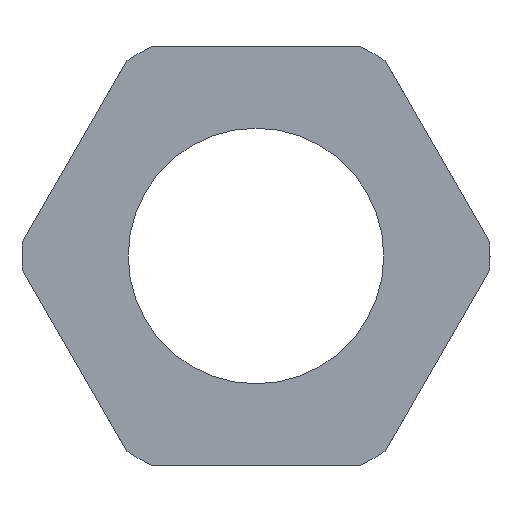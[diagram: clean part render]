
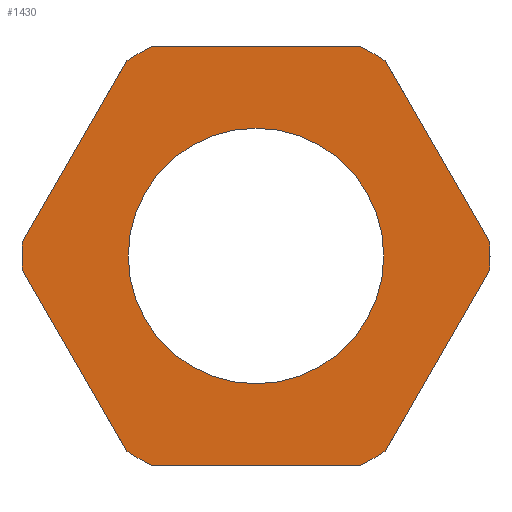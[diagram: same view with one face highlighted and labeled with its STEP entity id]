
A CAD part, front view. The second image highlights one B-rep face of the part: STEP entity #1430.
In plain terms, the highlighted face is planar.
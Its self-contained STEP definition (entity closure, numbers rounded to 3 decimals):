
#120=CARTESIAN_POINT('',(-2.5,-9.483,0.576));
#130=VERTEX_POINT('',#120);
#330=CARTESIAN_POINT('',(-2.5,-9.483,-0.576));
#340=VERTEX_POINT('',#330);
#370=CARTESIAN_POINT('',(-2.5,0.,0.));
#380=DIRECTION('',(-1.,0.,0.));
#390=DIRECTION('',(0.,1.,0.));
#400=AXIS2_PLACEMENT_3D('',#370,#380,#390);
#410=CIRCLE('',#400,9.5);
#420=EDGE_CURVE('',#340,#130,#410,.T.);
#540=CARTESIAN_POINT('',(-2.5,7.698,0.));
#550=DIRECTION('',(-1.,0.,0.));
#560=DIRECTION('',(0.,1.,0.));
#570=AXIS2_PLACEMENT_3D('',#540,#550,#560);
#580=PLANE('',#570);
#590=CARTESIAN_POINT('',(-2.5,0.,0.));
#600=DIRECTION('',(-1.,0.,0.));
#610=DIRECTION('',(0.,1.,0.));
#620=AXIS2_PLACEMENT_3D('',#590,#600,#610);
#630=CIRCLE('',#620,5.188);
#640=CARTESIAN_POINT('',(-2.5,5.188,0.));
#650=VERTEX_POINT('',#640);
#660=CARTESIAN_POINT('',(-2.5,-5.188,0.));
#670=VERTEX_POINT('',#660);
#680=EDGE_CURVE('',#650,#670,#630,.T.);
#690=ORIENTED_EDGE('',*,*,#680,.F.);
#700=EDGE_CURVE('',#670,#650,#630,.T.);
#710=ORIENTED_EDGE('',*,*,#700,.F.);
#720=EDGE_LOOP('',(#710,#690));
#730=FACE_BOUND('',#720,.T.);
#740=CARTESIAN_POINT('',(-2.5,-9.815,0.));
#750=DIRECTION('',(0.,-0.5,0.866));
#760=VECTOR('',#750,1.);
#770=LINE('',#740,#760);
#780=CARTESIAN_POINT('',(-2.5,-5.24,-7.924));
#790=VERTEX_POINT('',#780);
#800=EDGE_CURVE('',#790,#340,#770,.T.);
#810=ORIENTED_EDGE('',*,*,#800,.T.);
#820=CARTESIAN_POINT('',(-2.5,-4.243,-8.5));
#830=VERTEX_POINT('',#820);
#840=EDGE_CURVE('',#830,#790,#410,.T.);
#850=ORIENTED_EDGE('',*,*,#840,.T.);
#860=CARTESIAN_POINT('',(-2.5,0.,-8.5));
#870=DIRECTION('',(0.,-1.,0.));
#880=VECTOR('',#870,1.);
#890=LINE('',#860,#880);
#900=CARTESIAN_POINT('',(-2.5,4.243,-8.5));
#910=VERTEX_POINT('',#900);
#920=EDGE_CURVE('',#910,#830,#890,.T.);
#930=ORIENTED_EDGE('',*,*,#920,.T.);
#940=CARTESIAN_POINT('',(-2.5,5.24,-7.924));
#950=VERTEX_POINT('',#940);
#960=EDGE_CURVE('',#950,#910,#410,.T.);
#970=ORIENTED_EDGE('',*,*,#960,.T.);
#980=CARTESIAN_POINT('',(-2.5,9.815,0.));
#990=DIRECTION('',(0.,-0.5,-0.866));
#1000=VECTOR('',#990,1.);
#1010=LINE('',#980,#1000);
#1020=CARTESIAN_POINT('',(-2.5,9.483,-0.576));
#1030=VERTEX_POINT('',#1020);
#1040=EDGE_CURVE('',#1030,#950,#1010,.T.);
#1050=ORIENTED_EDGE('',*,*,#1040,.T.);
#1060=CARTESIAN_POINT('',(-2.5,9.483,0.576));
#1070=VERTEX_POINT('',#1060);
#1080=EDGE_CURVE('',#1070,#1030,#410,.T.);
#1090=ORIENTED_EDGE('',*,*,#1080,.T.);
#1100=CARTESIAN_POINT('',(-2.5,9.815,0.));
#1110=DIRECTION('',(0.,0.5,-0.866));
#1120=VECTOR('',#1110,1.);
#1130=LINE('',#1100,#1120);
#1140=CARTESIAN_POINT('',(-2.5,5.24,7.924));
#1150=VERTEX_POINT('',#1140);
#1160=EDGE_CURVE('',#1150,#1070,#1130,.T.);
#1170=ORIENTED_EDGE('',*,*,#1160,.T.);
#1180=CARTESIAN_POINT('',(-2.5,4.243,8.5));
#1190=VERTEX_POINT('',#1180);
#1200=EDGE_CURVE('',#1190,#1150,#410,.T.);
#1210=ORIENTED_EDGE('',*,*,#1200,.T.);
#1220=CARTESIAN_POINT('',(-2.5,0.,8.5));
#1230=DIRECTION('',(0.,1.,0.));
#1240=VECTOR('',#1230,1.);
#1250=LINE('',#1220,#1240);
#1260=CARTESIAN_POINT('',(-2.5,-4.243,8.5));
#1270=VERTEX_POINT('',#1260);
#1280=EDGE_CURVE('',#1270,#1190,#1250,.T.);
#1290=ORIENTED_EDGE('',*,*,#1280,.T.);
#1300=CARTESIAN_POINT('',(-2.5,-5.24,7.924));
#1310=VERTEX_POINT('',#1300);
#1320=EDGE_CURVE('',#1310,#1270,#410,.T.);
#1330=ORIENTED_EDGE('',*,*,#1320,.T.);
#1340=CARTESIAN_POINT('',(-2.5,-9.815,0.));
#1350=DIRECTION('',(0.,0.5,0.866));
#1360=VECTOR('',#1350,1.);
#1370=LINE('',#1340,#1360);
#1380=EDGE_CURVE('',#130,#1310,#1370,.T.);
#1390=ORIENTED_EDGE('',*,*,#1380,.T.);
#1400=ORIENTED_EDGE('',*,*,#420,.T.);
#1410=EDGE_LOOP('',(#1400,#1390,#1330,#1290,#1210,#1170,#1090,#1050,#970
,#930,#850,#810));
#1420=FACE_OUTER_BOUND('',#1410,.T.);
#1430=ADVANCED_FACE('',(#730,#1420),#580,.T.);
